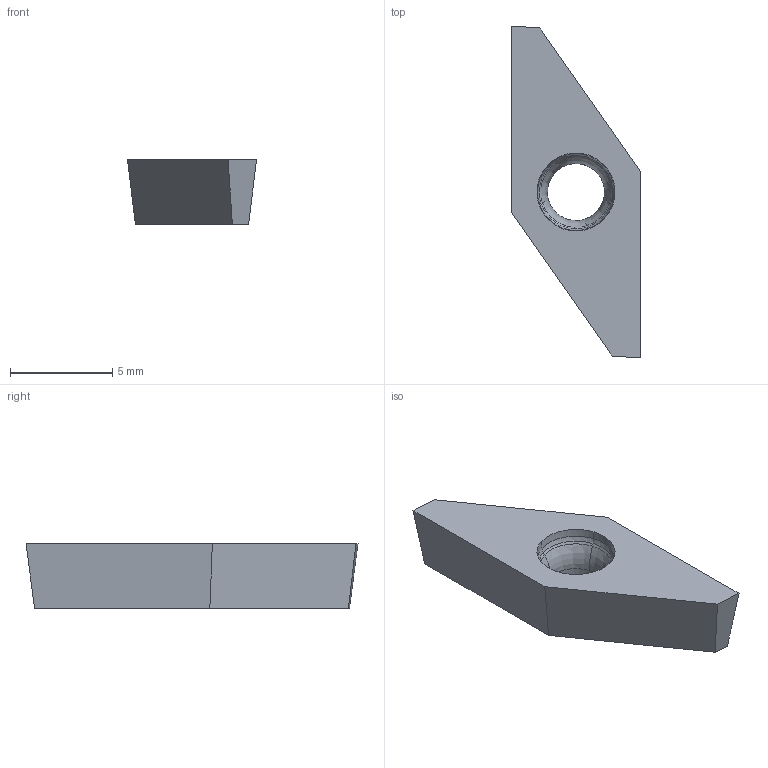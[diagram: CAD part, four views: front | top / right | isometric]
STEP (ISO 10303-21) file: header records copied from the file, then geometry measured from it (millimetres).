
FILE_DESCRIPTION(/* description */ (''),/* implementation_level */ '2;1');
FILE_NAME(/* name */ 'aaa338877_a.stp',/* time_stamp */ '2019-09-24T13:50:13+02:00',/* author */ (''),/* organization */ ('SMS'),/* preprocessor_version */ 'ST-DEVELOPER v16.7',/* originating_system */ 'SIEMENS PLM Software NX 12.0',/* authorisation */ '');
FILE_SCHEMA (('AUTOMOTIVE_DESIGN { 1 0 10303 214 3 1 1 1 }'));
Length unit declared in the file: millimetre
Products named in the file (1): AAA338877_A
Bounding box: 6.33 x 16.27 x 3.18 mm (x, y, z)
Volume: 165.9 mm3; surface area: 252.1 mm2
Topology: 1 solids, 1 shells, 28 faces, 65 edges, 41 vertices
Faces by surface type: bspline 20, plane 8
Entity records: 2288 total; most frequent: CARTESIAN_POINT 1753, ORIENTED_EDGE 128, EDGE_CURVE 64, B_SPLINE_CURVE_WITH_KNOTS 47, DIRECTION 40, VERTEX_POINT 38, EDGE_LOOP 30, ADVANCED_FACE 28
